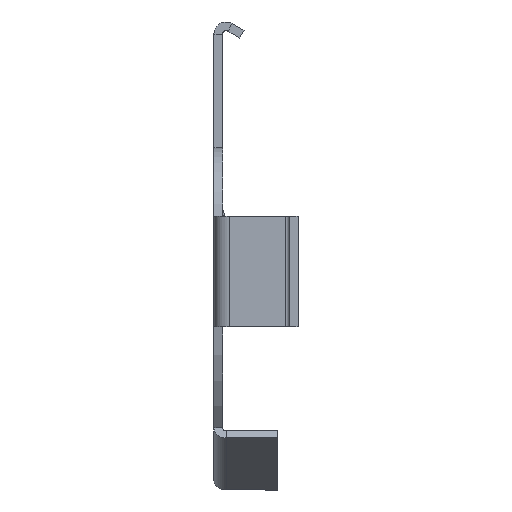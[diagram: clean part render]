
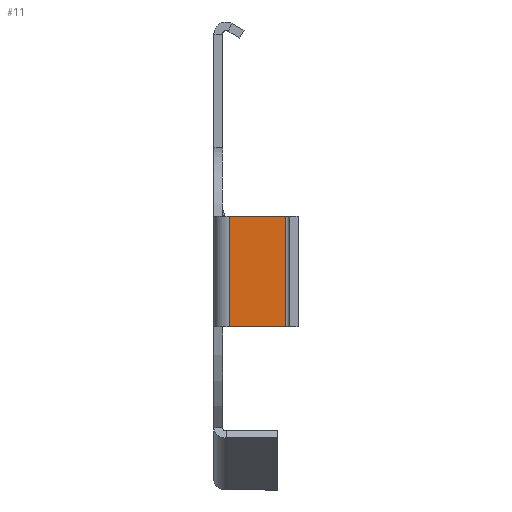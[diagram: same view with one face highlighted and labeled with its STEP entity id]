
A CAD part, left-side view. The second image highlights one B-rep face of the part: STEP entity #11.
In plain terms, the highlighted planar face has unit normal (-1, 0, 0).
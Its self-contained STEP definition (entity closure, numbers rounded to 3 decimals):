
#11 = ADVANCED_FACE ( 'NONE', ( #1986 ), #2408, .T. ) ;
#324 = LINE ( 'NONE', #3554, #1264 ) ;
#492 = DIRECTION ( 'NONE',  ( 0., 0., -1. ) ) ;
#723 = DIRECTION ( 'NONE',  ( 0., 1., 0. ) ) ;
#742 = DIRECTION ( 'NONE',  ( 0., -1., 0. ) ) ;
#788 = VECTOR ( 'NONE', #1879, 1000. ) ;
#974 = ORIENTED_EDGE ( 'NONE', *, *, #978, .F. ) ;
#978 = EDGE_CURVE ( 'NONE', #1863, #3202, #3185, .T. ) ;
#1004 = EDGE_CURVE ( 'NONE', #1230, #1863, #1715, .T. ) ;
#1043 = CARTESIAN_POINT ( 'NONE',  ( -6.605, -2.42, 1.58 ) ) ;
#1148 = DIRECTION ( 'NONE',  ( 0., 0., -1. ) ) ;
#1230 = VERTEX_POINT ( 'NONE', #3412 ) ;
#1264 = VECTOR ( 'NONE', #723, 1000. ) ;
#1358 = CARTESIAN_POINT ( 'NONE',  ( -6.605, -0.45, -1.59 ) ) ;
#1584 = LINE ( 'NONE', #3083, #2243 ) ;
#1715 = LINE ( 'NONE', #1043, #788 ) ;
#1847 = CARTESIAN_POINT ( 'NONE',  ( -6.605, 0., 0. ) ) ;
#1863 = VERTEX_POINT ( 'NONE', #2073 ) ;
#1879 = DIRECTION ( 'NONE',  ( 0., -1., 0. ) ) ;
#1986 = FACE_OUTER_BOUND ( 'NONE', #3238, .T. ) ;
#2053 = VERTEX_POINT ( 'NONE', #1358 ) ;
#2073 = CARTESIAN_POINT ( 'NONE',  ( -6.605, -2.07, 1.58 ) ) ;
#2191 = EDGE_CURVE ( 'NONE', #1230, #2053, #1584, .T. ) ;
#2243 = VECTOR ( 'NONE', #1148, 1000. ) ;
#2314 = ORIENTED_EDGE ( 'NONE', *, *, #3387, .F. ) ;
#2408 = PLANE ( 'NONE',  #3530 ) ;
#2447 = CARTESIAN_POINT ( 'NONE',  ( -6.605, -2.07, 1.58 ) ) ;
#2536 = CARTESIAN_POINT ( 'NONE',  ( -6.605, -2.07, -1.59 ) ) ;
#2983 = ORIENTED_EDGE ( 'NONE', *, *, #1004, .F. ) ;
#3013 = VECTOR ( 'NONE', #492, 1000. ) ;
#3083 = CARTESIAN_POINT ( 'NONE',  ( -6.605, -0.45, 0. ) ) ;
#3174 = ORIENTED_EDGE ( 'NONE', *, *, #2191, .T. ) ;
#3185 = LINE ( 'NONE', #2447, #3013 ) ;
#3202 = VERTEX_POINT ( 'NONE', #2536 ) ;
#3238 = EDGE_LOOP ( 'NONE', ( #2314, #974, #2983, #3174 ) ) ;
#3387 = EDGE_CURVE ( 'NONE', #3202, #2053, #324, .T. ) ;
#3412 = CARTESIAN_POINT ( 'NONE',  ( -6.605, -0.45, 1.58 ) ) ;
#3530 = AXIS2_PLACEMENT_3D ( 'NONE', #1847, #3558, #742 ) ;
#3554 = CARTESIAN_POINT ( 'NONE',  ( -6.605, -0.25, -1.59 ) ) ;
#3558 = DIRECTION ( 'NONE',  ( -1., 0., 0. ) ) ;
